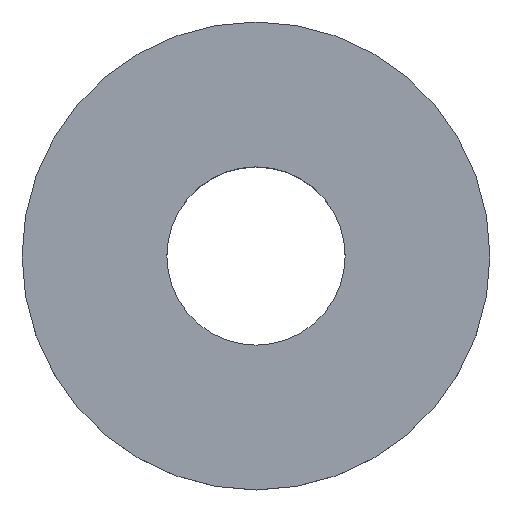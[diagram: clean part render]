
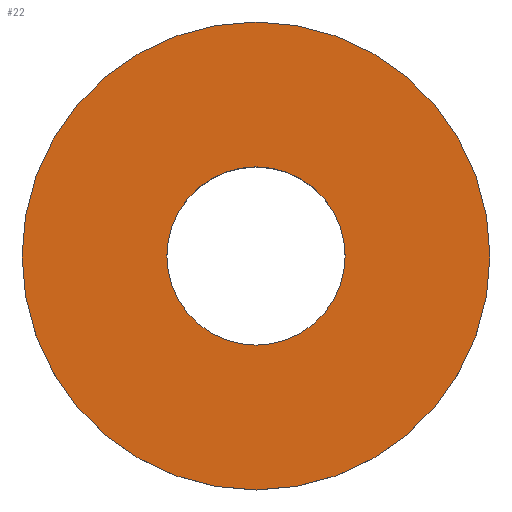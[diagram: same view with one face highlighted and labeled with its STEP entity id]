
A CAD part, top view. The second image highlights one B-rep face of the part: STEP entity #22.
In plain terms, the highlighted planar face has unit normal (0, 0, 1).
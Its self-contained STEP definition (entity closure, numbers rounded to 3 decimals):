
#19 = CIRCLE ( 'NONE', #457, 10.5 ) ;
#22 = ADVANCED_FACE ( 'NONE', ( #356, #344 ), #150, .F. ) ;
#42 = DIRECTION ( 'NONE',  ( 1., 0., 0. ) ) ;
#48 = CARTESIAN_POINT ( 'NONE',  ( 0., 0., 0. ) ) ;
#67 = DIRECTION ( 'NONE',  ( 1., 0., 0. ) ) ;
#72 = EDGE_CURVE ( 'NONE', #201, #435, #207, .T. ) ;
#73 = ORIENTED_EDGE ( 'NONE', *, *, #72, .T. ) ;
#79 = DIRECTION ( 'NONE',  ( 0., 0., -1. ) ) ;
#82 = DIRECTION ( 'NONE',  ( 0., 0., 1. ) ) ;
#86 = CARTESIAN_POINT ( 'NONE',  ( 10.5, 0., 0. ) ) ;
#100 = VERTEX_POINT ( 'NONE', #259 ) ;
#102 = EDGE_CURVE ( 'NONE', #100, #136, #416, .T. ) ;
#110 = DIRECTION ( 'NONE',  ( 0., 0., -1. ) ) ;
#119 = CARTESIAN_POINT ( 'NONE',  ( 4., 0., 0. ) ) ;
#126 = ORIENTED_EDGE ( 'NONE', *, *, #166, .T. ) ;
#136 = VERTEX_POINT ( 'NONE', #86 ) ;
#149 = CARTESIAN_POINT ( 'NONE',  ( -4., 0., 0. ) ) ;
#150 = PLANE ( 'NONE',  #170 ) ;
#152 = DIRECTION ( 'NONE',  ( 0., 0., 1. ) ) ;
#166 = EDGE_CURVE ( 'NONE', #136, #100, #19, .T. ) ;
#170 = AXIS2_PLACEMENT_3D ( 'NONE', #211, #254, #42 ) ;
#171 = EDGE_LOOP ( 'NONE', ( #126, #455 ) ) ;
#191 = DIRECTION ( 'NONE',  ( 1., 0., 0. ) ) ;
#192 = DIRECTION ( 'NONE',  ( 1., 0., 0. ) ) ;
#201 = VERTEX_POINT ( 'NONE', #149 ) ;
#207 = CIRCLE ( 'NONE', #260, 4. ) ;
#211 = CARTESIAN_POINT ( 'NONE',  ( 0., 0., 0. ) ) ;
#232 = CIRCLE ( 'NONE', #354, 4. ) ;
#235 = EDGE_CURVE ( 'NONE', #435, #201, #232, .T. ) ;
#254 = DIRECTION ( 'NONE',  ( 0., 0., -1. ) ) ;
#259 = CARTESIAN_POINT ( 'NONE',  ( -10.5, 0., 0. ) ) ;
#260 = AXIS2_PLACEMENT_3D ( 'NONE', #337, #79, #263 ) ;
#263 = DIRECTION ( 'NONE',  ( 1., 0., 0. ) ) ;
#264 = CARTESIAN_POINT ( 'NONE',  ( 0., 0., 0. ) ) ;
#278 = AXIS2_PLACEMENT_3D ( 'NONE', #408, #152, #192 ) ;
#302 = EDGE_LOOP ( 'NONE', ( #355, #73 ) ) ;
#337 = CARTESIAN_POINT ( 'NONE',  ( 0., 0., 0. ) ) ;
#344 = FACE_OUTER_BOUND ( 'NONE', #171, .T. ) ;
#354 = AXIS2_PLACEMENT_3D ( 'NONE', #48, #110, #67 ) ;
#355 = ORIENTED_EDGE ( 'NONE', *, *, #235, .T. ) ;
#356 = FACE_BOUND ( 'NONE', #302, .T. ) ;
#408 = CARTESIAN_POINT ( 'NONE',  ( 0., 0., 0. ) ) ;
#416 = CIRCLE ( 'NONE', #278, 10.5 ) ;
#435 = VERTEX_POINT ( 'NONE', #119 ) ;
#455 = ORIENTED_EDGE ( 'NONE', *, *, #102, .T. ) ;
#457 = AXIS2_PLACEMENT_3D ( 'NONE', #264, #82, #191 ) ;
